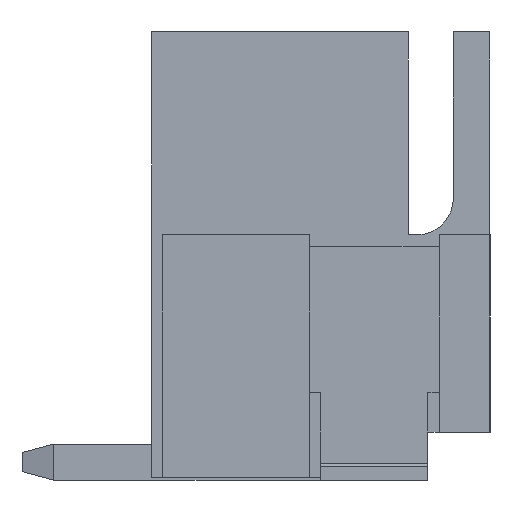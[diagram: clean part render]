
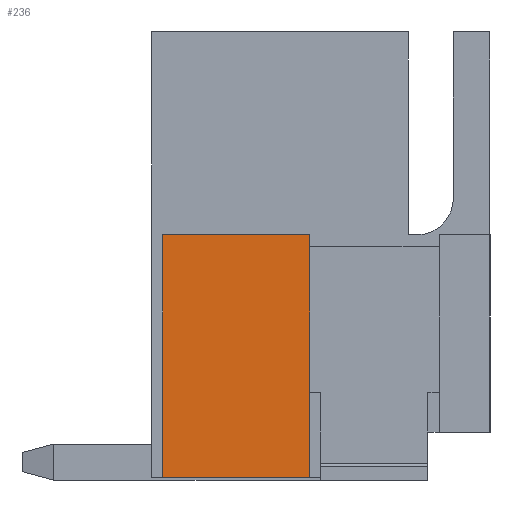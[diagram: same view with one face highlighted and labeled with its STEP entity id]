
A CAD part, left-side view. The second image highlights one B-rep face of the part: STEP entity #236.
In plain terms, the highlighted planar face has unit normal (-1, 0, 0).
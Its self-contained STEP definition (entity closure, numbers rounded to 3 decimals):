
#236 = ADVANCED_FACE ( 'NONE', ( #7478 ), #19273, .F. ) ;
#1187 = LINE ( 'NONE', #19388, #2327 ) ;
#2327 = VECTOR ( 'NONE', #17888, 1000. ) ;
#3603 = VERTEX_POINT ( 'NONE', #13148 ) ;
#5657 = DIRECTION ( 'NONE',  ( 0., 0., 1. ) ) ;
#6952 = VERTEX_POINT ( 'NONE', #8429 ) ;
#7120 = CARTESIAN_POINT ( 'NONE',  ( -7.5, 2.8, 0. ) ) ;
#7326 = VECTOR ( 'NONE', #7639, 1000. ) ;
#7392 = CARTESIAN_POINT ( 'NONE',  ( -7.5, 0.2, 0. ) ) ;
#7478 = FACE_OUTER_BOUND ( 'NONE', #18491, .T. ) ;
#7639 = DIRECTION ( 'NONE',  ( 0., 0., 1. ) ) ;
#8188 = VECTOR ( 'NONE', #5657, 1000. ) ;
#8429 = CARTESIAN_POINT ( 'NONE',  ( -7.5, 2.8, 4.3 ) ) ;
#8478 = EDGE_CURVE ( 'NONE', #14625, #3603, #20510, .T. ) ;
#8532 = LINE ( 'NONE', #7120, #7326 ) ;
#8555 = DIRECTION ( 'NONE',  ( 0., -1., 0. ) ) ;
#9411 = EDGE_CURVE ( 'NONE', #11697, #14625, #1187, .T. ) ;
#10337 = ORIENTED_EDGE ( 'NONE', *, *, #9411, .T. ) ;
#11517 = VECTOR ( 'NONE', #8555, 1000. ) ;
#11697 = VERTEX_POINT ( 'NONE', #14906 ) ;
#11791 = ORIENTED_EDGE ( 'NONE', *, *, #8478, .T. ) ;
#12480 = AXIS2_PLACEMENT_3D ( 'NONE', #14924, #17971, #18077 ) ;
#13148 = CARTESIAN_POINT ( 'NONE',  ( -7.5, 0.2, 4.3 ) ) ;
#13528 = CARTESIAN_POINT ( 'NONE',  ( -7.5, -3., 4.3 ) ) ;
#14346 = EDGE_CURVE ( 'NONE', #11697, #6952, #8532, .T. ) ;
#14625 = VERTEX_POINT ( 'NONE', #15484 ) ;
#14906 = CARTESIAN_POINT ( 'NONE',  ( -7.5, 2.8, 0. ) ) ;
#14924 = CARTESIAN_POINT ( 'NONE',  ( -7.5, -3., 4.3 ) ) ;
#15364 = EDGE_CURVE ( 'NONE', #6952, #3603, #19712, .T. ) ;
#15484 = CARTESIAN_POINT ( 'NONE',  ( -7.5, 0.2, 0. ) ) ;
#16002 = ORIENTED_EDGE ( 'NONE', *, *, #15364, .F. ) ;
#17888 = DIRECTION ( 'NONE',  ( 0., -1., 0. ) ) ;
#17971 = DIRECTION ( 'NONE',  ( 1., 0., 0. ) ) ;
#18077 = DIRECTION ( 'NONE',  ( 0., 0., -1. ) ) ;
#18491 = EDGE_LOOP ( 'NONE', ( #10337, #11791, #16002, #21160 ) ) ;
#19273 = PLANE ( 'NONE',  #12480 ) ;
#19388 = CARTESIAN_POINT ( 'NONE',  ( -7.5, -3., 0. ) ) ;
#19712 = LINE ( 'NONE', #13528, #11517 ) ;
#20510 = LINE ( 'NONE', #7392, #8188 ) ;
#21160 = ORIENTED_EDGE ( 'NONE', *, *, #14346, .F. ) ;
